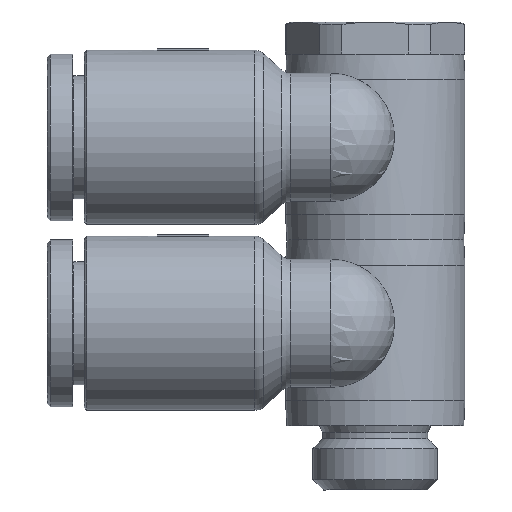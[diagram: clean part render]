
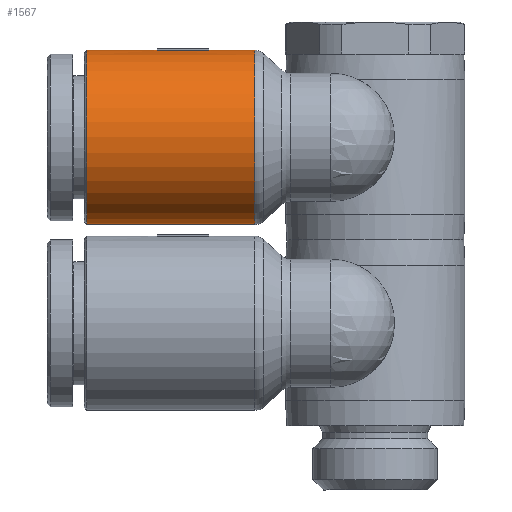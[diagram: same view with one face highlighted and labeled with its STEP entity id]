
A CAD part, left-side view. The second image highlights one B-rep face of the part: STEP entity #1567.
In plain terms, the highlighted cylindrical face has radius 6.8 mm (diameter 13.6 mm), a partial arc.
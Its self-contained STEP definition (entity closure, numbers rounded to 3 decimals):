
#1303=CARTESIAN_POINT('',(-7.384,0.,6.8));
#1304=VERTEX_POINT('',#1303);
#1351=CARTESIAN_POINT('',(-7.384,0.,-6.8));
#1352=VERTEX_POINT('',#1351);
#1496=CARTESIAN_POINT('',(-13.,0.,0.));
#1497=DIRECTION('',(1.0,0.,0.));
#1498=DIRECTION('',(0.0,0.0,1.0));
#1499=AXIS2_PLACEMENT_3D('',#1496,#1497,#1498);
#1500=CYLINDRICAL_SURFACE('',#1499,6.8);
#1501=CARTESIAN_POINT('',(-20.5,0.,6.8));
#1502=VERTEX_POINT('',#1501);
#1503=CARTESIAN_POINT('',(-15.0,0.,6.8));
#1504=VERTEX_POINT('',#1503);
#1505=CARTESIAN_POINT('',(-20.5,0.,6.8));
#1506=DIRECTION('',(1.0,0.0,0.0));
#1507=VECTOR('',#1506,5.5);
#1508=LINE('',#1505,#1507);
#1509=EDGE_CURVE('',#1502,#1504,#1508,.T.);
#1510=ORIENTED_EDGE('',*,*,#1509,.F.);
#1511=CARTESIAN_POINT('',(-20.5,0.,-6.8));
#1512=VERTEX_POINT('',#1511);
#1513=CARTESIAN_POINT('',(-20.5,0.,0.));
#1514=DIRECTION('',(-1.0,0.0,0.0));
#1515=DIRECTION('',(0.0,0.0,1.0));
#1516=AXIS2_PLACEMENT_3D('',#1513,#1514,#1515);
#1517=CIRCLE('',#1516,6.8);
#1518=EDGE_CURVE('',#1512,#1502,#1517,.T.);
#1519=ORIENTED_EDGE('',*,*,#1518,.F.);
#1520=CARTESIAN_POINT('',(-7.384,0.,-6.8));
#1521=DIRECTION('',(-1.0,0.0,0.0));
#1522=VECTOR('',#1521,13.116);
#1523=LINE('',#1520,#1522);
#1524=EDGE_CURVE('',#1352,#1512,#1523,.T.);
#1525=ORIENTED_EDGE('',*,*,#1524,.F.);
#1526=CARTESIAN_POINT('',(-7.384,0.,0.));
#1527=DIRECTION('',(1.0,0.0,0.0));
#1528=DIRECTION('',(0.0,0.0,-1.0));
#1529=AXIS2_PLACEMENT_3D('',#1526,#1527,#1528);
#1530=CIRCLE('',#1529,6.8);
#1531=EDGE_CURVE('',#1304,#1352,#1530,.T.);
#1532=ORIENTED_EDGE('',*,*,#1531,.F.);
#1533=CARTESIAN_POINT('',(-11.0,0.,6.8));
#1534=VERTEX_POINT('',#1533);
#1535=CARTESIAN_POINT('',(-11.0,0.,6.8));
#1536=DIRECTION('',(1.0,0.0,0.0));
#1537=VECTOR('',#1536,3.616);
#1538=LINE('',#1535,#1537);
#1539=EDGE_CURVE('',#1534,#1304,#1538,.T.);
#1540=ORIENTED_EDGE('',*,*,#1539,.F.);
#1541=CARTESIAN_POINT('',(-11.,-0.5,6.782));
#1542=VERTEX_POINT('',#1541);
#1543=CARTESIAN_POINT('',(-11.,0.,0.));
#1544=DIRECTION('',(1.0,0.0,0.0));
#1545=DIRECTION('',(0.0,0.0,1.0));
#1546=AXIS2_PLACEMENT_3D('',#1543,#1544,#1545);
#1547=CIRCLE('',#1546,6.8);
#1548=EDGE_CURVE('',#1534,#1542,#1547,.T.);
#1549=ORIENTED_EDGE('',*,*,#1548,.T.);
#1550=CARTESIAN_POINT('',(-15.,-0.5,6.782));
#1551=VERTEX_POINT('',#1550);
#1552=CARTESIAN_POINT('',(-11.,-0.5,6.782));
#1553=DIRECTION('',(-1.0,0.0,0.0));
#1554=VECTOR('',#1553,4.0);
#1555=LINE('',#1552,#1554);
#1556=EDGE_CURVE('',#1542,#1551,#1555,.T.);
#1557=ORIENTED_EDGE('',*,*,#1556,.T.);
#1558=CARTESIAN_POINT('',(-15.,0.,0.));
#1559=DIRECTION('',(-1.0,0.0,0.0));
#1560=DIRECTION('',(0.0,0.0,1.0));
#1561=AXIS2_PLACEMENT_3D('',#1558,#1559,#1560);
#1562=CIRCLE('',#1561,6.8);
#1563=EDGE_CURVE('',#1551,#1504,#1562,.T.);
#1564=ORIENTED_EDGE('',*,*,#1563,.T.);
#1565=EDGE_LOOP('',(#1510,#1519,#1525,#1532,#1540,#1549,#1557,#1564));
#1566=FACE_OUTER_BOUND('',#1565,.T.);
#1567=ADVANCED_FACE('',(#1566),#1500,.T.);
